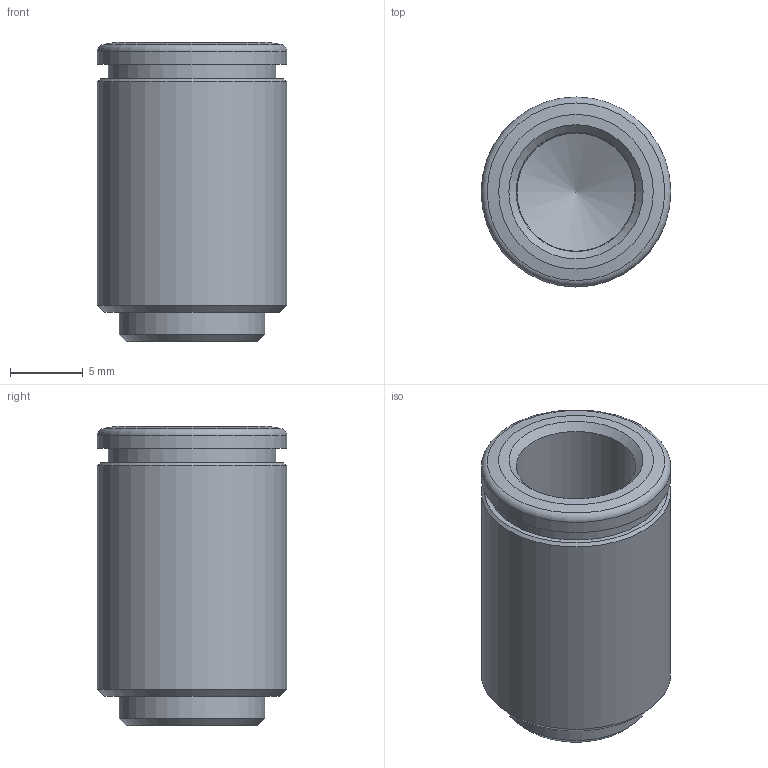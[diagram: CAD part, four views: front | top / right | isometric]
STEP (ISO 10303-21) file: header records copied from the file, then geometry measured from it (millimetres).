
FILE_DESCRIPTION(/* description */ (''),/* implementation_level */ '2;1');
FILE_NAME(/* name */ 'iqsc_80_msv.stp',/* time_stamp */ '2017-11-02T12:03:56+01:00',/* author */ ('Hamoud'),/* organization */ (''),/* preprocessor_version */ 'ST-DEVELOPER v15.6',/* originating_system */ 'Autodesk Inventor LT ',/* authorisation */ '');
FILE_SCHEMA (('AUTOMOTIVE_DESIGN { 1 0 10303 214 3 1 1 }'));
Length unit declared in the file: millimetre
Products named in the file (1): B204404_IPSO_044_8_21.09.2017
Bounding box: 13 x 13 x 20.5 mm (x, y, z)
Volume: 1366.8 mm3; surface area: 2127.9 mm2
Topology: 2 solids, 2 shells, 28 faces, 50 edges, 29 vertices
Faces by surface type: cone 11, cylinder 9, plane 7, torus 1
Full cylindrical faces by diameter (mm): 8.1 x1, 8.2 x1, 10 x1, 10.1 x1, 11 x1, 11.5 x1, 11.6 x1, 13 x2
Entity records: 588 total; most frequent: DIRECTION 112, CARTESIAN_POINT 83, AXIS2_PLACEMENT_3D 56, EDGE_LOOP 54, ORIENTED_EDGE 54, FACE_OUTER_BOUND 28, ADVANCED_FACE 28, CIRCLE 27
